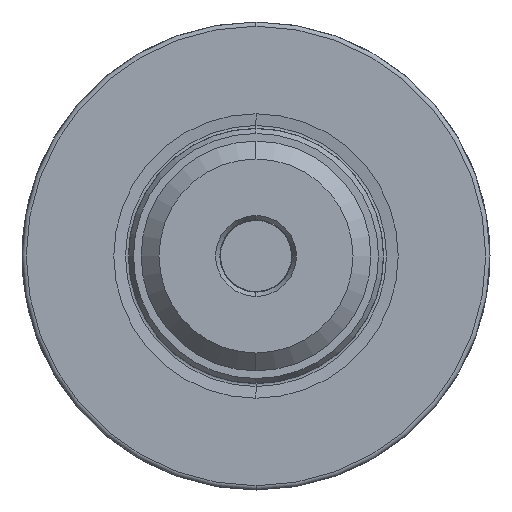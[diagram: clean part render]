
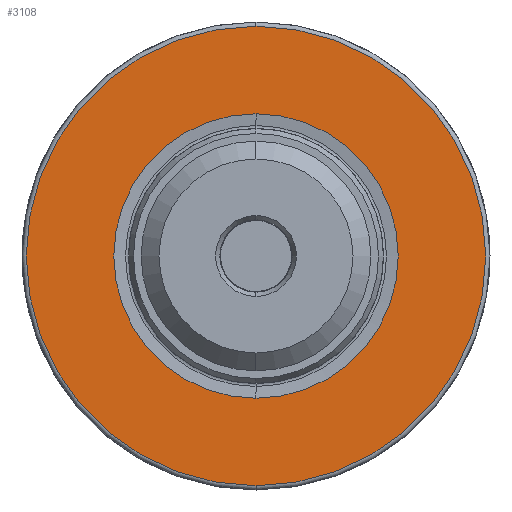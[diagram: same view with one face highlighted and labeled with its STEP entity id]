
A CAD part, left-side view. The second image highlights one B-rep face of the part: STEP entity #3108.
In plain terms, the highlighted planar face has unit normal (-1, 0, 0).
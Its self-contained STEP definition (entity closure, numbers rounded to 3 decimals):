
#297 = AXIS2_PLACEMENT_3D ( 'NONE', #5786, #1439, #5183 ) ;
#616 = CIRCLE ( 'NONE', #4071, 27. ) ;
#929 = DIRECTION ( 'NONE',  ( 0., 0., -1. ) ) ;
#1134 = CIRCLE ( 'NONE', #3362, 16.715 ) ;
#1326 = CIRCLE ( 'NONE', #4871, 27. ) ;
#1400 = EDGE_CURVE ( 'NONE', #5301, #4752, #2903, .T. ) ;
#1439 = DIRECTION ( 'NONE',  ( -1., 0., 0. ) ) ;
#1468 = ORIENTED_EDGE ( 'NONE', *, *, #3492, .F. ) ;
#1566 = DIRECTION ( 'NONE',  ( 0., 0., -1. ) ) ;
#1752 = VERTEX_POINT ( 'NONE', #5026 ) ;
#1988 = DIRECTION ( 'NONE',  ( 1., 0., 0. ) ) ;
#2117 = CARTESIAN_POINT ( 'NONE',  ( 0., 0., -16.715 ) ) ;
#2262 = DIRECTION ( 'NONE',  ( 1., 0., 0. ) ) ;
#2278 = DIRECTION ( 'NONE',  ( 0., 0., -1. ) ) ;
#2407 = FACE_BOUND ( 'NONE', #3675, .T. ) ;
#2794 = DIRECTION ( 'NONE',  ( 1., 0., 0. ) ) ;
#2903 = CIRCLE ( 'NONE', #4516, 16.715 ) ;
#3108 = ADVANCED_FACE ( 'NONE', ( #2407, #3257 ), #6268, .T. ) ;
#3115 = EDGE_CURVE ( 'NONE', #3775, #1752, #1326, .T. ) ;
#3172 = EDGE_CURVE ( 'NONE', #4752, #5301, #1134, .T. ) ;
#3257 = FACE_OUTER_BOUND ( 'NONE', #3540, .T. ) ;
#3362 = AXIS2_PLACEMENT_3D ( 'NONE', #3419, #4865, #1566 ) ;
#3419 = CARTESIAN_POINT ( 'NONE',  ( 0., 0., 0. ) ) ;
#3492 = EDGE_CURVE ( 'NONE', #1752, #3775, #616, .T. ) ;
#3516 = CARTESIAN_POINT ( 'NONE',  ( 0., 0., 16.715 ) ) ;
#3540 = EDGE_LOOP ( 'NONE', ( #4893, #1468 ) ) ;
#3675 = EDGE_LOOP ( 'NONE', ( #5374, #3724 ) ) ;
#3724 = ORIENTED_EDGE ( 'NONE', *, *, #1400, .T. ) ;
#3775 = VERTEX_POINT ( 'NONE', #5939 ) ;
#4071 = AXIS2_PLACEMENT_3D ( 'NONE', #4671, #2262, #929 ) ;
#4398 = CARTESIAN_POINT ( 'NONE',  ( 0., 0., 0. ) ) ;
#4516 = AXIS2_PLACEMENT_3D ( 'NONE', #4746, #2794, #2278 ) ;
#4671 = CARTESIAN_POINT ( 'NONE',  ( 0., 0., 0. ) ) ;
#4746 = CARTESIAN_POINT ( 'NONE',  ( 0., 0., 0. ) ) ;
#4752 = VERTEX_POINT ( 'NONE', #3516 ) ;
#4865 = DIRECTION ( 'NONE',  ( 1., 0., 0. ) ) ;
#4871 = AXIS2_PLACEMENT_3D ( 'NONE', #4398, #1988, #5882 ) ;
#4893 = ORIENTED_EDGE ( 'NONE', *, *, #3115, .F. ) ;
#5026 = CARTESIAN_POINT ( 'NONE',  ( 0., 0., 27. ) ) ;
#5183 = DIRECTION ( 'NONE',  ( 0., 0., 1. ) ) ;
#5301 = VERTEX_POINT ( 'NONE', #2117 ) ;
#5374 = ORIENTED_EDGE ( 'NONE', *, *, #3172, .T. ) ;
#5786 = CARTESIAN_POINT ( 'NONE',  ( 0., 16.715, 0. ) ) ;
#5882 = DIRECTION ( 'NONE',  ( 0., 0., -1. ) ) ;
#5939 = CARTESIAN_POINT ( 'NONE',  ( 0., 0., -27. ) ) ;
#6268 = PLANE ( 'NONE',  #297 ) ;
